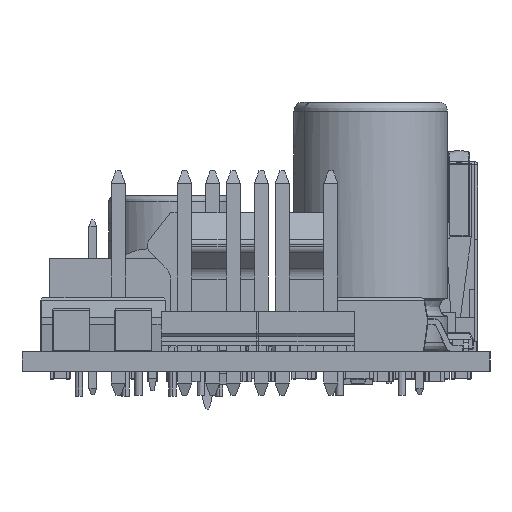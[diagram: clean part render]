
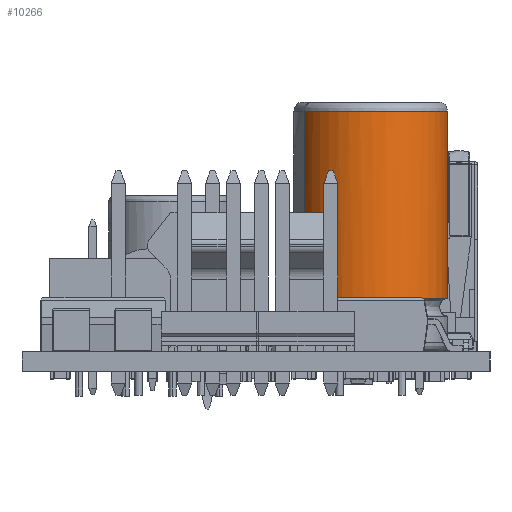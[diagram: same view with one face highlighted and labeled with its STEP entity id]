
A CAD part, left-side view. The second image highlights one B-rep face of the part: STEP entity #10266.
In plain terms, the highlighted free-form (B-spline) face has degree [1, 2] with [2, 9] control points.
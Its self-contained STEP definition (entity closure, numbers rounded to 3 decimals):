
#9758 = VERTEX_POINT('',#9759);
#9759 = CARTESIAN_POINT('',(5.413,3.125,4.354));
#9767 = EDGE_CURVE('',#9768,#9758,#9770,.T.);
#9768 = VERTEX_POINT('',#9769);
#9769 = CARTESIAN_POINT('',(5.413,3.125,
    19.594));
#9770 = B_SPLINE_CURVE_WITH_KNOTS('',1,(#9771,#9772),.UNSPECIFIED.,.F.,
  .F.,(2,2),(-0.105,0.105),.PIECEWISE_BEZIER_KNOTS.);
#9771 = CARTESIAN_POINT('',(5.413,3.125,19.594)
  );
#9772 = CARTESIAN_POINT('',(5.413,3.125,4.354));
#10266 = ADVANCED_FACE('',(#10267),#10315,.F.);
#10267 = FACE_BOUND('',#10268,.F.);
#10268 = EDGE_LOOP('',(#10269,#10278,#10288,#10296,#10297,#10307));
#10269 = ORIENTED_EDGE('',*,*,#10270,.T.);
#10270 = EDGE_CURVE('',#10271,#10273,#10275,.T.);
#10271 = VERTEX_POINT('',#10272);
#10272 = CARTESIAN_POINT('',(-5.413,-3.125,4.354
    ));
#10273 = VERTEX_POINT('',#10274);
#10274 = CARTESIAN_POINT('',(-5.413,-3.125,
    19.594));
#10275 = B_SPLINE_CURVE_WITH_KNOTS('',1,(#10276,#10277),.UNSPECIFIED.,
  .F.,.F.,(2,2),(0.,0.945),.PIECEWISE_BEZIER_KNOTS.);
#10276 = CARTESIAN_POINT('',(-5.413,-3.125,4.354
    ));
#10277 = CARTESIAN_POINT('',(-5.413,-3.125,
    19.594));
#10278 = ORIENTED_EDGE('',*,*,#10279,.T.);
#10279 = EDGE_CURVE('',#10273,#10280,#10282,.T.);
#10280 = VERTEX_POINT('',#10281);
#10281 = CARTESIAN_POINT('',(-3.125,5.413,
    19.594));
#10282 = ( BOUNDED_CURVE() B_SPLINE_CURVE(3,(#10283,#10284,#10285,#10286
,#10287),.UNSPECIFIED.,.F.,.F.) B_SPLINE_CURVE_WITH_KNOTS((4,1,4),(
    0.086,0.501,0.915),.UNSPECIFIED.) 
CURVE() GEOMETRIC_REPRESENTATION_ITEM() RATIONAL_B_SPLINE_CURVE((
    1.172,1.057,0.943,1.057,
1.172)) REPRESENTATION_ITEM('') );
#10283 = CARTESIAN_POINT('',(-5.413,-3.125,19.594)
  );
#10284 = CARTESIAN_POINT('',(-6.23,-1.711,
    19.594));
#10285 = CARTESIAN_POINT('',(-6.77,1.814,
    19.594));
#10286 = CARTESIAN_POINT('',(-4.539,4.597,
    19.594));
#10287 = CARTESIAN_POINT('',(-3.125,5.413,
    19.594));
#10288 = ORIENTED_EDGE('',*,*,#10289,.T.);
#10289 = EDGE_CURVE('',#10280,#9768,#10290,.T.);
#10290 = ( BOUNDED_CURVE() B_SPLINE_CURVE(3,(#10291,#10292,#10293,#10294
,#10295),.UNSPECIFIED.,.F.,.F.) B_SPLINE_CURVE_WITH_KNOTS((4,1,4),(
    0.915,1.329,1.743),
.QUASI_UNIFORM_KNOTS.) CURVE() GEOMETRIC_REPRESENTATION_ITEM() 
RATIONAL_B_SPLINE_CURVE((1.172,1.057,0.943,
1.057,1.172)) REPRESENTATION_ITEM('') );
#10291 = CARTESIAN_POINT('',(-3.125,5.413,
    19.594));
#10292 = CARTESIAN_POINT('',(-1.711,6.23,
    19.594));
#10293 = CARTESIAN_POINT('',(1.814,6.77,19.594
    ));
#10294 = CARTESIAN_POINT('',(4.597,4.539,
    19.594));
#10295 = CARTESIAN_POINT('',(5.413,3.125,
    19.594));
#10296 = ORIENTED_EDGE('',*,*,#9767,.T.);
#10297 = ORIENTED_EDGE('',*,*,#10298,.T.);
#10298 = EDGE_CURVE('',#9758,#10299,#10301,.T.);
#10299 = VERTEX_POINT('',#10300);
#10300 = CARTESIAN_POINT('',(-3.125,5.413,4.354)
  );
#10301 = ( BOUNDED_CURVE() B_SPLINE_CURVE(3,(#10302,#10303,#10304,#10305
,#10306),.UNSPECIFIED.,.F.,.F.) B_SPLINE_CURVE_WITH_KNOTS((4,1,4),(
0.371,0.785,1.2),.UNSPECIFIED.) CURVE() 
GEOMETRIC_REPRESENTATION_ITEM() RATIONAL_B_SPLINE_CURVE((1.172,
    1.057,0.943,1.057,1.172)) 
REPRESENTATION_ITEM('') );
#10302 = CARTESIAN_POINT('',(5.413,3.125,4.354)
  );
#10303 = CARTESIAN_POINT('',(4.597,4.539,
    4.354));
#10304 = CARTESIAN_POINT('',(1.814,6.77,4.354
    ));
#10305 = CARTESIAN_POINT('',(-1.711,6.23,
    4.354));
#10306 = CARTESIAN_POINT('',(-3.125,5.413,4.354)
  );
#10307 = ORIENTED_EDGE('',*,*,#10308,.T.);
#10308 = EDGE_CURVE('',#10299,#10271,#10309,.T.);
#10309 = ( BOUNDED_CURVE() B_SPLINE_CURVE(3,(#10310,#10311,#10312,#10313
,#10314),.UNSPECIFIED.,.F.,.F.) B_SPLINE_CURVE_WITH_KNOTS((4,1,4),(
1.2,1.614,2.028),.UNSPECIFIED.) CURVE() 
GEOMETRIC_REPRESENTATION_ITEM() RATIONAL_B_SPLINE_CURVE((1.172,
    1.057,0.943,1.057,1.172)) 
REPRESENTATION_ITEM('') );
#10310 = CARTESIAN_POINT('',(-3.125,5.413,4.354)
  );
#10311 = CARTESIAN_POINT('',(-4.539,4.597,
    4.354));
#10312 = CARTESIAN_POINT('',(-6.77,1.814,
    4.354));
#10313 = CARTESIAN_POINT('',(-6.23,-1.711,
    4.354));
#10314 = CARTESIAN_POINT('',(-5.413,-3.125,4.354));
#10315 = ( BOUNDED_SURFACE() B_SPLINE_SURFACE(1,2,(
    (#10316,#10317,#10318,#10319,#10320,#10321,#10322,#10323,#10324)
    ,(#10325,#10326,#10327,#10328,#10329,#10330,#10331,#10332,#10333
)),.UNSPECIFIED.,.F.,.T.,.F.) B_SPLINE_SURFACE_WITH_KNOTS((2,2),(1,2,2,2
    ,2,2,1),(-2.438,0.),(-0.387,0.,
    0.387,0.773,1.16,1.546,
1.933),.UNSPECIFIED.) GEOMETRIC_REPRESENTATION_ITEM() 
RATIONAL_B_SPLINE_SURFACE((
    (1.,0.707,1.,0.707,1.,0.707,1.
      ,0.707,1.)
    ,(1.,0.707,1.,0.707,1.,0.707,1.
,0.707,1.))) REPRESENTATION_ITEM('') SURFACE() );
#10316 = CARTESIAN_POINT('',(5.413,3.125,4.354));
#10317 = CARTESIAN_POINT('',(8.539,-2.288,4.354)
  );
#10318 = CARTESIAN_POINT('',(3.125,-5.413,4.354)
  );
#10319 = CARTESIAN_POINT('',(-2.288,-8.539,
    4.354));
#10320 = CARTESIAN_POINT('',(-5.413,-3.125,4.354
    ));
#10321 = CARTESIAN_POINT('',(-8.539,2.288,4.354)
  );
#10322 = CARTESIAN_POINT('',(-3.125,5.413,4.354));
#10323 = CARTESIAN_POINT('',(2.288,8.539,4.354));
#10324 = CARTESIAN_POINT('',(5.413,3.125,4.354));
#10325 = CARTESIAN_POINT('',(5.413,3.125,19.594)
  );
#10326 = CARTESIAN_POINT('',(8.539,-2.288,
    19.594));
#10327 = CARTESIAN_POINT('',(3.125,-5.413,19.594
    ));
#10328 = CARTESIAN_POINT('',(-2.288,-8.539,
    19.594));
#10329 = CARTESIAN_POINT('',(-5.413,-3.125,
    19.594));
#10330 = CARTESIAN_POINT('',(-8.539,2.288,
    19.594));
#10331 = CARTESIAN_POINT('',(-3.125,5.413,19.594));
#10332 = CARTESIAN_POINT('',(2.288,8.539,19.594)
  );
#10333 = CARTESIAN_POINT('',(5.413,3.125,19.594)
  );
